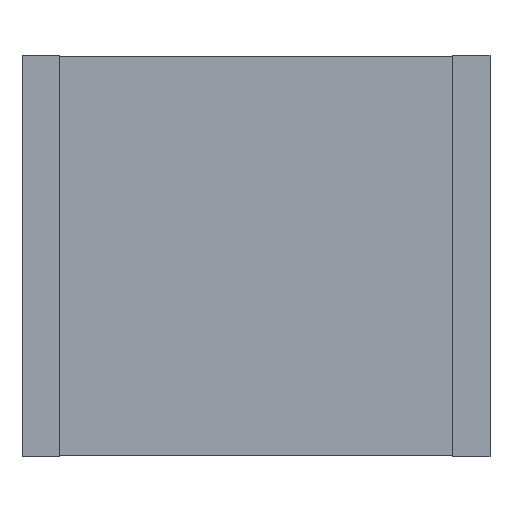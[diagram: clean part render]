
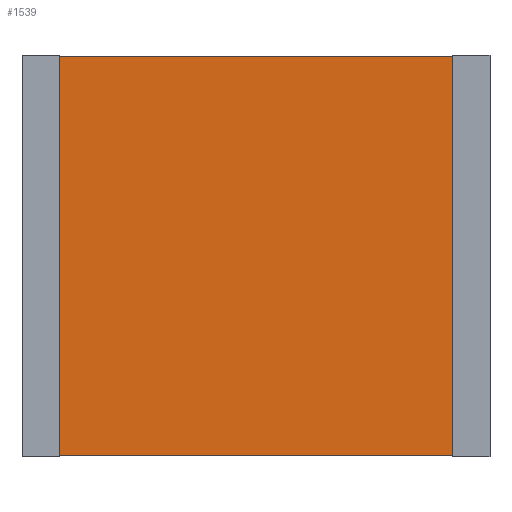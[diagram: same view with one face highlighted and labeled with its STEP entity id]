
A CAD part, front view. The second image highlights one B-rep face of the part: STEP entity #1539.
In plain terms, the highlighted planar face has unit normal (0, -1, 0).
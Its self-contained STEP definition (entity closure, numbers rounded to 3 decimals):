
#45 = ORIENTED_EDGE ( 'NONE', *, *, #680, .F. ) ;
#97 = EDGE_LOOP ( 'NONE', ( #2476, #2065, #45, #2424 ) ) ;
#282 = EDGE_CURVE ( 'NONE', #404, #640, #2226, .T. ) ;
#403 = CARTESIAN_POINT ( 'NONE',  ( 0., 0., 0. ) ) ;
#404 = VERTEX_POINT ( 'NONE', #1737 ) ;
#507 = CARTESIAN_POINT ( 'NONE',  ( 0.49, 0., 0. ) ) ;
#521 = DIRECTION ( 'NONE',  ( -1., 0., 0. ) ) ;
#560 = LINE ( 'NONE', #507, #796 ) ;
#591 = CARTESIAN_POINT ( 'NONE',  ( 5.79, 0., 0. ) ) ;
#627 = DIRECTION ( 'NONE',  ( 1., 0., 0. ) ) ;
#640 = VERTEX_POINT ( 'NONE', #591 ) ;
#680 = EDGE_CURVE ( 'NONE', #2134, #640, #1020, .T. ) ;
#796 = VECTOR ( 'NONE', #2050, 1000. ) ;
#925 = LINE ( 'NONE', #1486, #1727 ) ;
#940 = EDGE_CURVE ( 'NONE', #2134, #969, #560, .T. ) ;
#969 = VERTEX_POINT ( 'NONE', #1912 ) ;
#976 = FACE_OUTER_BOUND ( 'NONE', #97, .T. ) ;
#1013 = EDGE_CURVE ( 'NONE', #404, #969, #925, .T. ) ;
#1020 = LINE ( 'NONE', #403, #1846 ) ;
#1050 = DIRECTION ( 'NONE',  ( 0., 0., -1. ) ) ;
#1407 = CARTESIAN_POINT ( 'NONE',  ( 0., 0., 0. ) ) ;
#1426 = DIRECTION ( 'NONE',  ( 0., -1., 0. ) ) ;
#1486 = CARTESIAN_POINT ( 'NONE',  ( 0., 0., -5.38 ) ) ;
#1539 = ADVANCED_FACE ( 'NONE', ( #976 ), #1744, .T. ) ;
#1710 = DIRECTION ( 'NONE',  ( 0., 0., 1. ) ) ;
#1727 = VECTOR ( 'NONE', #521, 1000. ) ;
#1737 = CARTESIAN_POINT ( 'NONE',  ( 5.79, 0., -5.38 ) ) ;
#1744 = PLANE ( 'NONE',  #2402 ) ;
#1753 = CARTESIAN_POINT ( 'NONE',  ( 0.49, 0., 0. ) ) ;
#1846 = VECTOR ( 'NONE', #627, 1000. ) ;
#1912 = CARTESIAN_POINT ( 'NONE',  ( 0.49, 0., -5.38 ) ) ;
#2002 = VECTOR ( 'NONE', #1710, 1000. ) ;
#2033 = CARTESIAN_POINT ( 'NONE',  ( 5.79, 0., 0. ) ) ;
#2050 = DIRECTION ( 'NONE',  ( 0., 0., -1. ) ) ;
#2065 = ORIENTED_EDGE ( 'NONE', *, *, #282, .T. ) ;
#2134 = VERTEX_POINT ( 'NONE', #1753 ) ;
#2226 = LINE ( 'NONE', #2033, #2002 ) ;
#2402 = AXIS2_PLACEMENT_3D ( 'NONE', #1407, #1426, #1050 ) ;
#2424 = ORIENTED_EDGE ( 'NONE', *, *, #940, .T. ) ;
#2476 = ORIENTED_EDGE ( 'NONE', *, *, #1013, .F. ) ;
